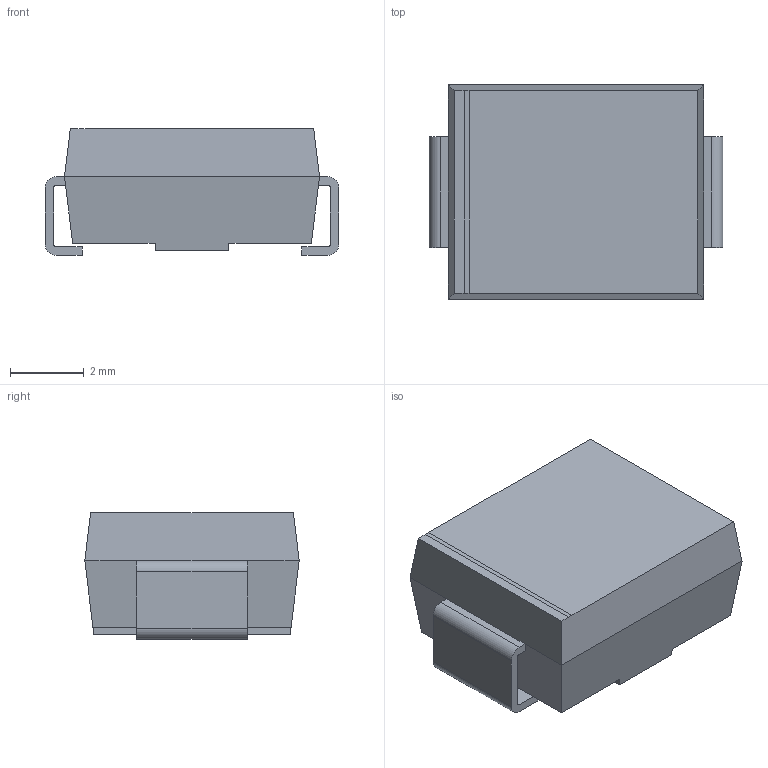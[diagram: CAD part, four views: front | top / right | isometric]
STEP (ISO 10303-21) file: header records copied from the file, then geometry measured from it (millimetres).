
FILE_DESCRIPTION (( 'STEP AP214' ), '1' );
FILE_NAME ('SMC_L6.9-W5.8-LS7.9-RD.STEP', '2021-10-27T12:28:50', ( 'Sky123.Org' ), ( 'Sky123.Org' ), 'SwSTEP 2.0', 'SolidWorks 2017', '' );
FILE_SCHEMA (( 'AUTOMOTIVE_DESIGN' ));
Length unit declared in the file: millimetre
Products named in the file (1): SMC_L6.9-W5.8-LS7.9-RD
Bounding box: 7.94 x 5.8 x 3.43 mm (x, y, z)
Volume: 122.9 mm3; surface area: 189.8 mm2
Topology: 1 solids, 1 shells, 101 faces, 268 edges, 176 vertices
Faces by surface type: plane 79, bspline 14, cylinder 8
Entity records: 4292 total; most frequent: CARTESIAN_POINT 1344, ORIENTED_EDGE 536, DIRECTION 432, EDGE_CURVE 268, VECTOR 224, LINE 224, VERTEX_POINT 176, EDGE_LOOP 108
